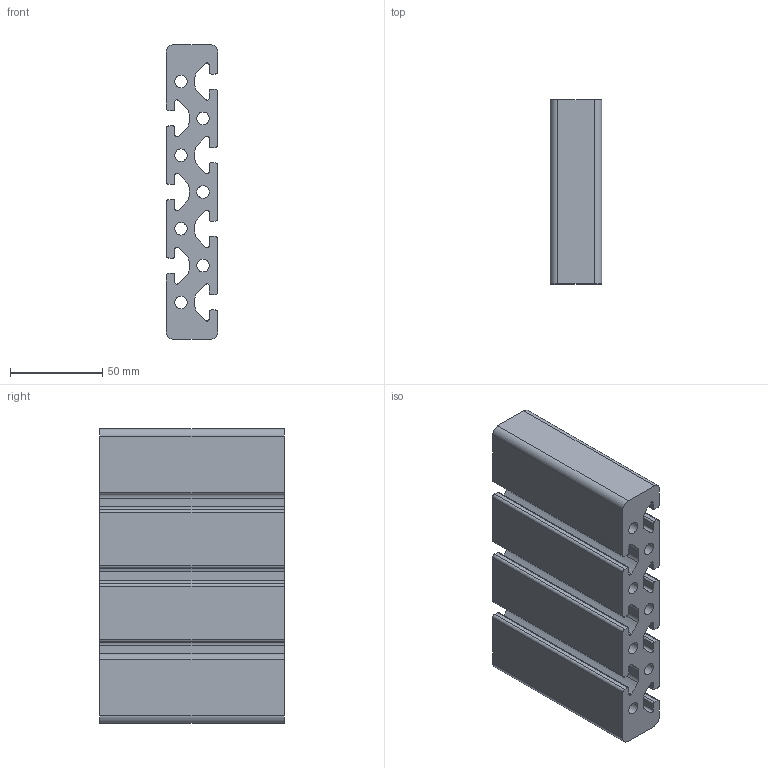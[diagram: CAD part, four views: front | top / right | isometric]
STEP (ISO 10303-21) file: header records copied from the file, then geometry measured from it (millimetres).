
FILE_DESCRIPTION( ( 'Unknown' ), '1' );
FILE_NAME( 'I8-28160.stp', 'Unknown', ( 'Unknown' ), ( 'Unknown' ), 'XStep 1.0', 'Unknown', ' ' );
FILE_SCHEMA( ( 'automotive_design' ) );
Length unit declared in the file: millimetre
Products named in the file (1): 1
Bounding box: 28 x 100 x 160 mm (x, y, z)
Volume: 309850.6 mm3; surface area: 84728.6 mm2
Topology: 1 solids, 1 shells, 129 faces, 381 edges, 254 vertices
Faces by surface type: cylinder 81, plane 48
Full cylindrical faces by diameter (mm): 6.8 x7
Entity records: 5418 total; most frequent: DIRECTION 796, CARTESIAN_POINT 758, ORIENTED_EDGE 748, EDGE_CURVE 374, AXIS2_PLACEMENT_3D 292, VERTEX_POINT 254, LINE 212, VECTOR 212
